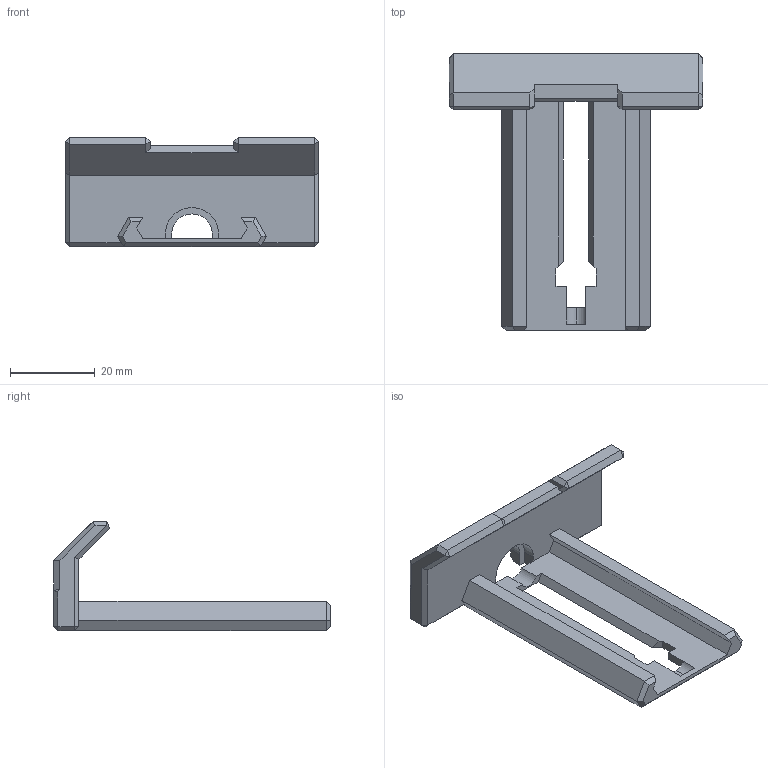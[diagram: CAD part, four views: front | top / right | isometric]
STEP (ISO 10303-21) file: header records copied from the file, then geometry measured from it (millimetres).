
FILE_DESCRIPTION(/* description */ (''),/* implementation_level */ '2;1');
FILE_NAME(/* name */ 'Phone_clamp_down_plus_popsocket v1.step',/* time_stamp */ '2019-07-24T00:20:48-04:00',/* author */ (''),/* organization */ (''),/* preprocessor_version */ 'ST-DEVELOPER v18',/* originating_system */ 'Autodesk Translation Framework v8.2.0.1029',/* authorisation */ '');
FILE_SCHEMA (('AUTOMOTIVE_DESIGN { 1 0 10303 214 3 1 1 }'));
Length unit declared in the file: millimetre
Products named in the file (1): Phone_clamp_down_plus_popsocket
Bounding box: 60 x 65.5 x 26 mm (x, y, z)
Volume: 13734.6 mm3; surface area: 9039.7 mm2
Topology: 1 solids, 1 shells, 98 faces, 249 edges, 150 vertices
Faces by surface type: plane 93, cylinder 4, bspline 1
Entity records: 2881 total; most frequent: CARTESIAN_POINT 503, ORIENTED_EDGE 498, DIRECTION 455, EDGE_CURVE 249, LINE 239, VECTOR 239, VERTEX_POINT 150, AXIS2_PLACEMENT_3D 108
